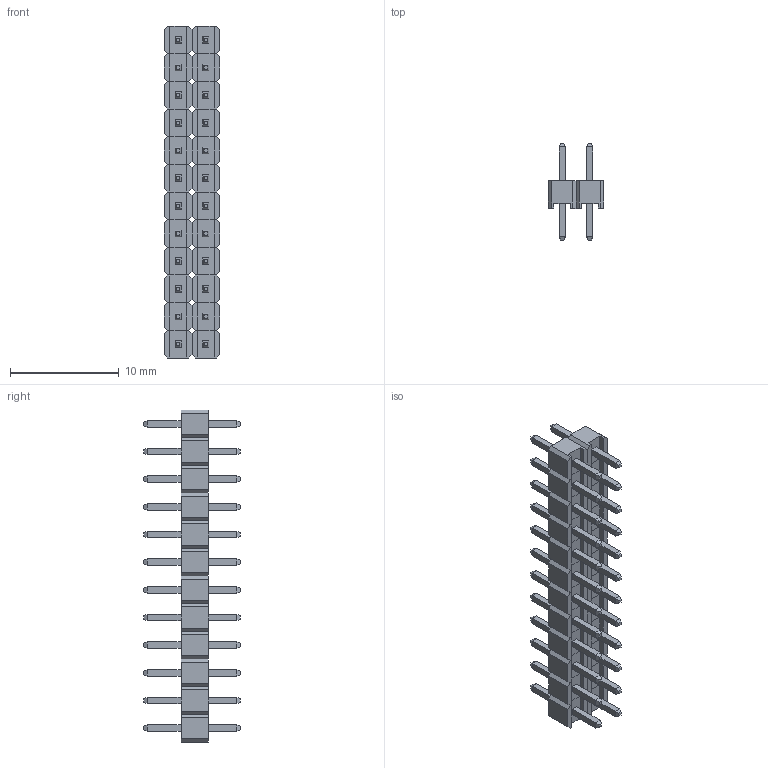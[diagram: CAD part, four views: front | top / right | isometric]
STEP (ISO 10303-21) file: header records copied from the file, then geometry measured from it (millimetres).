
FILE_DESCRIPTION (( 'STEP AP214' ), '1' );
FILE_NAME ('Pin Header Header 24 Way.STEP', '2025-06-30T14:10:02', ( '' ), ( '' ), 'SwSTEP 2.0', 'SolidWorks 2025', '' );
FILE_SCHEMA (( 'AUTOMOTIVE_DESIGN' ));
Length unit declared in the file: millimetre
Products named in the file (1): Pin Header Header 24 Way
Bounding box: 5.08 x 8.88 x 30.48 mm (x, y, z)
Volume: 389.4 mm3; surface area: 1255.9 mm2
Topology: 24 solids, 24 shells, 768 faces, 1824 edges, 1152 vertices
Faces by surface type: plane 768
Entity records: 30090 total; most frequent: CARTESIAN_POINT 3745, ORIENTED_EDGE 3648, DIRECTION 3362, VECTOR 1824, LINE 1824, EDGE_CURVE 1824, VERTEX_POINT 1152, EDGE_LOOP 816
